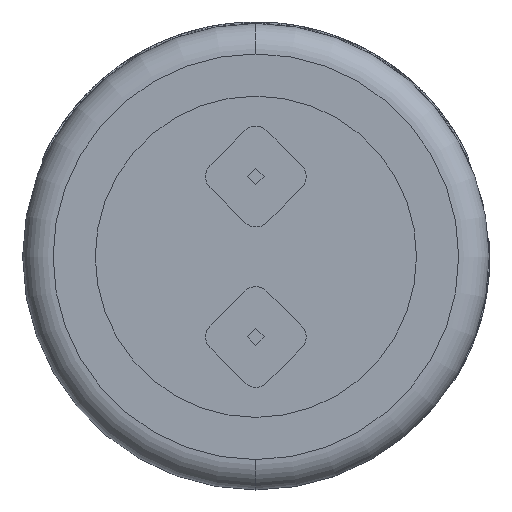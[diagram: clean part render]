
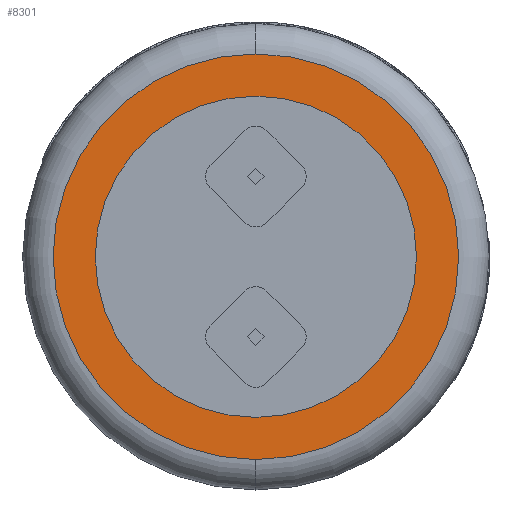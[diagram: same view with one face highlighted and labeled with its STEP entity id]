
A CAD part, front view. The second image highlights one B-rep face of the part: STEP entity #8301.
In plain terms, the highlighted planar face has unit normal (0, -1, 0).
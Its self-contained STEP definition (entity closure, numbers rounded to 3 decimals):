
#379 = AXIS2_PLACEMENT_3D ( 'NONE', #37478, #8588, #25769 ) ;
#1408 = CARTESIAN_POINT ( 'NONE',  ( 0., -13.453, -13.132 ) ) ;
#1610 = CARTESIAN_POINT ( 'NONE',  ( 0., -13.453, 0. ) ) ;
#2128 = PLANE ( 'NONE',  #41237 ) ;
#2977 = CARTESIAN_POINT ( 'NONE',  ( 0., -13.453, 0. ) ) ;
#4012 = AXIS2_PLACEMENT_3D ( 'NONE', #2977, #15842, #19414 ) ;
#4151 = CIRCLE ( 'NONE', #26376, 13.132 ) ;
#4699 = CARTESIAN_POINT ( 'NONE',  ( 0., -13.453, -10.4 ) ) ;
#4853 = ORIENTED_EDGE ( 'NONE', *, *, #33620, .F. ) ;
#5251 = FACE_OUTER_BOUND ( 'NONE', #31232, .T. ) ;
#5944 = DIRECTION ( 'NONE',  ( 0., -1., 0. ) ) ;
#8301 = ADVANCED_FACE ( 'NONE', ( #21290, #5251 ), #2128, .T. ) ;
#8588 = DIRECTION ( 'NONE',  ( 0., 1., 0. ) ) ;
#8949 = ORIENTED_EDGE ( 'NONE', *, *, #22972, .F. ) ;
#10379 = VERTEX_POINT ( 'NONE', #33583 ) ;
#10557 = EDGE_CURVE ( 'NONE', #10379, #35953, #34951, .T. ) ;
#13253 = VERTEX_POINT ( 'NONE', #1408 ) ;
#13873 = DIRECTION ( 'NONE',  ( 0., 0., 1. ) ) ;
#14983 = CARTESIAN_POINT ( 'NONE',  ( 0., -13.453, 13.132 ) ) ;
#15332 = CARTESIAN_POINT ( 'NONE',  ( 0., -13.453, 13.132 ) ) ;
#15842 = DIRECTION ( 'NONE',  ( 0., -1., 0. ) ) ;
#19032 = DIRECTION ( 'NONE',  ( 0., 0., -1. ) ) ;
#19188 = DIRECTION ( 'NONE',  ( 0., 0., -1. ) ) ;
#19414 = DIRECTION ( 'NONE',  ( 0., 0., -1. ) ) ;
#20601 = VERTEX_POINT ( 'NONE', #15332 ) ;
#21290 = FACE_BOUND ( 'NONE', #35773, .T. ) ;
#22972 = EDGE_CURVE ( 'NONE', #20601, #13253, #36741, .T. ) ;
#23997 = CIRCLE ( 'NONE', #29425, 10.4 ) ;
#25160 = CARTESIAN_POINT ( 'NONE',  ( 0., -13.453, 0. ) ) ;
#25769 = DIRECTION ( 'NONE',  ( 0., 0., 1. ) ) ;
#26376 = AXIS2_PLACEMENT_3D ( 'NONE', #1610, #27520, #13873 ) ;
#26677 = EDGE_CURVE ( 'NONE', #13253, #20601, #4151, .T. ) ;
#27520 = DIRECTION ( 'NONE',  ( 0., 1., 0. ) ) ;
#27852 = DIRECTION ( 'NONE',  ( 0., -1., 0. ) ) ;
#29425 = AXIS2_PLACEMENT_3D ( 'NONE', #25160, #5944, #19032 ) ;
#29470 = ORIENTED_EDGE ( 'NONE', *, *, #10557, .F. ) ;
#31232 = EDGE_LOOP ( 'NONE', ( #8949, #38564 ) ) ;
#33583 = CARTESIAN_POINT ( 'NONE',  ( 0., -13.453, 10.4 ) ) ;
#33620 = EDGE_CURVE ( 'NONE', #35953, #10379, #23997, .T. ) ;
#34951 = CIRCLE ( 'NONE', #4012, 10.4 ) ;
#35773 = EDGE_LOOP ( 'NONE', ( #4853, #29470 ) ) ;
#35953 = VERTEX_POINT ( 'NONE', #4699 ) ;
#36741 = CIRCLE ( 'NONE', #379, 13.132 ) ;
#37478 = CARTESIAN_POINT ( 'NONE',  ( 0., -13.453, 0. ) ) ;
#38564 = ORIENTED_EDGE ( 'NONE', *, *, #26677, .F. ) ;
#41237 = AXIS2_PLACEMENT_3D ( 'NONE', #14983, #27852, #19188 ) ;
